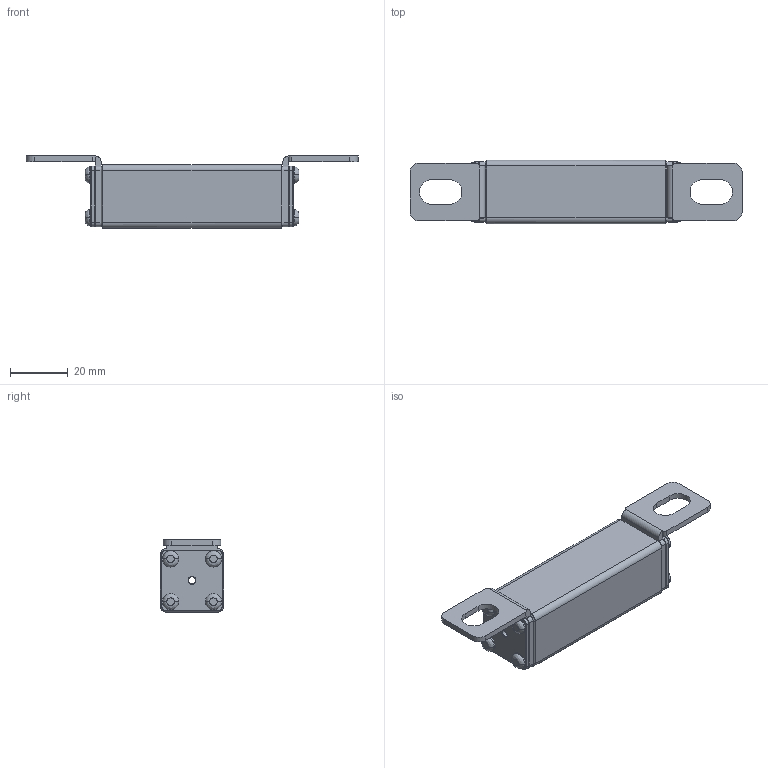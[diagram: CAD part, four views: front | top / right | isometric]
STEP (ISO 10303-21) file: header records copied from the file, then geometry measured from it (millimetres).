
FILE_DESCRIPTION(/* description */ ('STEP AP214'),/* implementation_level */ '2;1');
FILE_NAME(/* name */ '0AKK-K100-BB',/* time_stamp */ '2024-03-29T09:12:02+01:00',/* author */ ('License CC BY-ND 4.0'),/* organization */ ('CADENAS'),/* preprocessor_version */ 'ST-DEVELOPER v19.3',/* originating_system */ 'PARTsolutions',/* authorisation */ ' ');
FILE_SCHEMA (('AUTOMOTIVE_DESIGN {1 0 10303 214 3 1 1}'));
Length unit declared in the file: millimetre
Products named in the file (5): 0AKK-K100-BB; 0AKK-K100-BB_PART1; 0AKK-K100-BB_PART2; 0AKK-K100-BB_PART3; 0AKK-K100-BB_PART4
Assembly tree (13 placements, depth 2):
  0AKK-K100-BB
    0AKK-K100-BB_PART1
    0AKK-K100-BB_PART2  x2
    0AKK-K100-BB_PART3  x2
    0AKK-K100-BB_PART4  x8
Bounding box: 115 x 22 x 25 mm (x, y, z)
Volume: 23217.7 mm3; surface area: 18050.1 mm2
Topology: 13 solids, 13 shells, 336 faces, 783 edges, 490 vertices
Faces by surface type: plane 151, cylinder 112, cone 41, torus 16, bspline 16
Full cylindrical faces by diameter (mm): 2.35 x2, 3 x8, 3.5 x16, 4 x8, 4.2 x8, 5.65 x8
Entity records: 5658 total; most frequent: CARTESIAN_POINT 1075, DIRECTION 969, ORIENTED_EDGE 838, EDGE_CURVE 419, AXIS2_PLACEMENT_3D 372, VERTEX_POINT 272, EDGE_LOOP 269, FACE_BOUND 269
